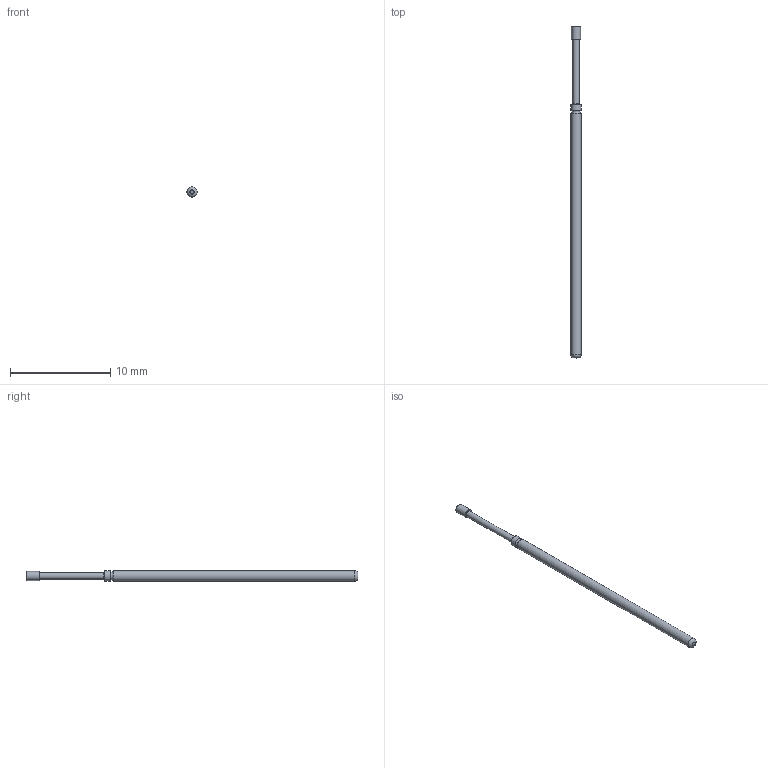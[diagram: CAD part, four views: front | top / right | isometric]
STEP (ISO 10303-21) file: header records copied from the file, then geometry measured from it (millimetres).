
FILE_DESCRIPTION (( 'STEP AP214' ), '1' );
FILE_NAME ('75.103.09.xx.step', '2023-08-31T12:55:04', ( '' ), ( '' ), 'SwSTEP 2.0', 'SolidWorks 2022', '' );
FILE_SCHEMA (( 'AUTOMOTIVE_DESIGN' ));
Length unit declared in the file: millimetre
Products named in the file (1): 75.103.09.xx
Bounding box: 1.02 x 33.1 x 1.02 mm (x, y, z)
Volume: 23.4 mm3; surface area: 99.7 mm2
Topology: 1 solids, 1 shells, 11 faces, 18 edges, 11 vertices
Faces by surface type: plane 4, cylinder 4, torus 3
Full cylindrical faces by diameter (mm): 0.64 x1, 0.9 x1, 1.02 x2
Entity records: 248 total; most frequent: DIRECTION 44, CARTESIAN_POINT 32, AXIS2_PLACEMENT_3D 22, ORIENTED_EDGE 20, EDGE_LOOP 20, FACE_OUTER_BOUND 18, ADVANCED_FACE 11, CIRCLE 10
